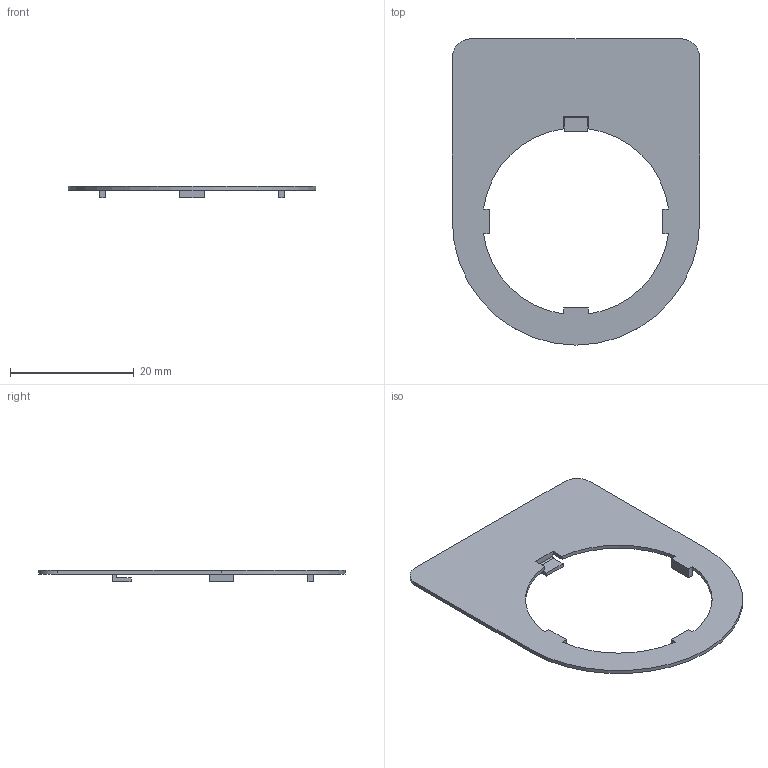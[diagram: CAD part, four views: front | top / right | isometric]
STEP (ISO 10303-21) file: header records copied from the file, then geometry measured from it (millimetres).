
FILE_DESCRIPTION (( 'STEP AP214' ), '1' );
FILE_NAME ('AHX177-2A.STEP', '2018-04-12T19:24:54', ( '' ), ( '' ), 'SwSTEP 2.0', 'SolidWorks 2017', '' );
FILE_SCHEMA (( 'AUTOMOTIVE_DESIGN' ));
Length unit declared in the file: inch
Products named in the file (1): AHX177-2A
Bounding box: 40 x 49.5 x 1.8 mm (x, y, z)
Volume: 677.8 mm3; surface area: 2410.6 mm2
Topology: 1 solids, 1 shells, 38 faces, 102 edges, 66 vertices
Faces by surface type: plane 29, cylinder 9
Entity records: 1220 total; most frequent: CARTESIAN_POINT 207, ORIENTED_EDGE 204, DIRECTION 198, EDGE_CURVE 102, VECTOR 84, LINE 84, VERTEX_POINT 66, AXIS2_PLACEMENT_3D 57
